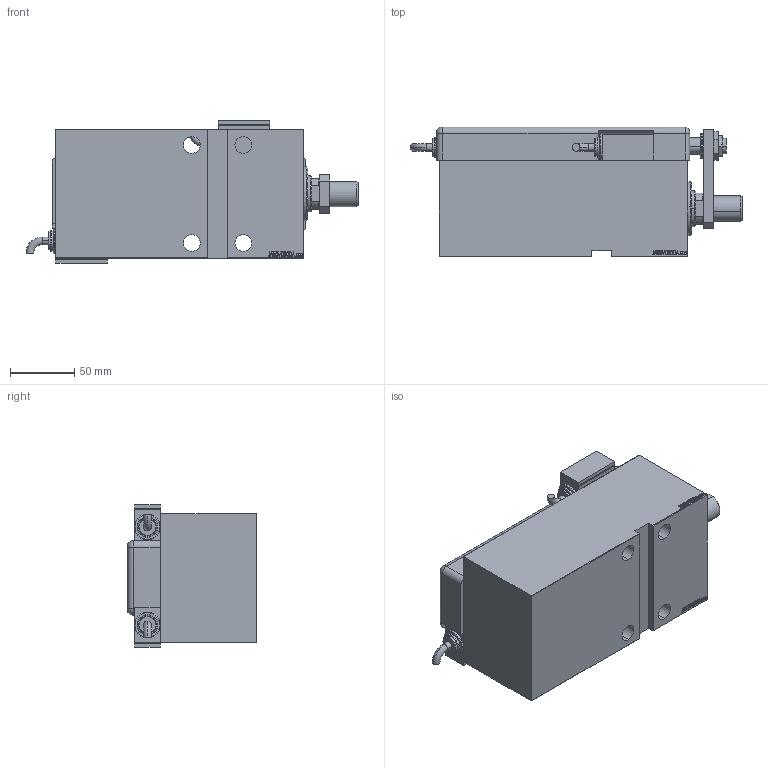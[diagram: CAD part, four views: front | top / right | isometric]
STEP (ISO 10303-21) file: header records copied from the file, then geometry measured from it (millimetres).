
FILE_DESCRIPTION (( 'STEP AP203' ), '1' );
FILE_NAME ('c564.STEP', '2022-04-17T02:08:32', ( '' ), ( '' ), 'SwSTEP 2.0', 'SolidWorks 2019', '' );
FILE_SCHEMA (( 'CONFIG_CONTROL_DESIGN' ));
Length unit declared in the file: millimetre
Products named in the file (14): NUT_D19 efee039beda78d477634998c5613053e; SWITCH DIM A_G efee039beda78d477634998c5613053e; c564; V450CM_VC_G efee039beda78d477634998c5613053e; SWITCH_Q_FRONT_BACK efee039beda78d477634998c5613053e; V450CM_G_Body efee039beda78d477634998c5613053e; SWITCH Q efee039beda78d477634998c5613053e; TYC efee039beda78d477634998c5613053e; MAGNETIC SWITCH Q efee039beda78d477634998c5613053e; KRYT efee039beda78d477634998c5613053e; NUT_D13 efee039beda78d477634998c5613053e; V450CM_G_VCP efee039beda78d477634998c5613053e; ZARAZKA_Q efee039beda78d477634998c5613053e; V450CM_MALE_METRIC efee039beda78d477634998c5613053e
Assembly tree (14 placements, depth 3):
  c564
    V450CM_G_Body efee039beda78d477634998c5613053e
    V450CM_G_VCP efee039beda78d477634998c5613053e
    V450CM_VC_G efee039beda78d477634998c5613053e
    MAGNETIC SWITCH Q efee039beda78d477634998c5613053e
      SWITCH_Q_FRONT_BACK efee039beda78d477634998c5613053e
      TYC efee039beda78d477634998c5613053e
      ZARAZKA_Q efee039beda78d477634998c5613053e
      SWITCH DIM A_G efee039beda78d477634998c5613053e
      NUT_D19 efee039beda78d477634998c5613053e
      NUT_D13 efee039beda78d477634998c5613053e
      KRYT efee039beda78d477634998c5613053e
      SWITCH Q efee039beda78d477634998c5613053e  x2
    V450CM_MALE_METRIC efee039beda78d477634998c5613053e
Bounding box: 257.76 x 100.8 x 111 mm (x, y, z)
Volume: 1381358.6 mm3; surface area: 238261.8 mm2
Topology: 14 solids, 14 shells, 1256 faces, 3180 edges, 2099 vertices
Faces by surface type: plane 622, bspline 471, cylinder 111, cone 26, torus 24, sphere 2
Entity records: 59376 total; most frequent: CARTESIAN_POINT 31482, ORIENTED_EDGE 6164, DIRECTION 3920, EDGE_CURVE 3082, VERTEX_POINT 2039, LINE 1842, VECTOR 1842, EDGE_LOOP 1387
